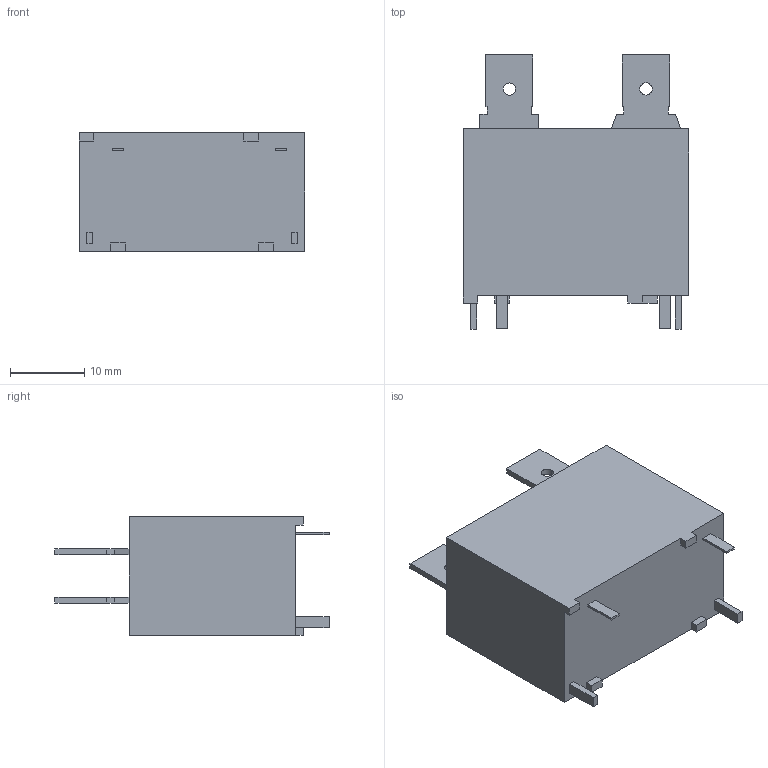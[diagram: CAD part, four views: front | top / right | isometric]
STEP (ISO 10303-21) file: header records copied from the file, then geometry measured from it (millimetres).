
FILE_DESCRIPTION (( 'STEP AP214' ), '1' );
FILE_NAME ('G4A-1A-E DC24.STEP', '2023-02-28T20:33:47', ( '' ), ( '' ), 'SwSTEP 2.0', 'SolidWorks 2021', '' );
FILE_SCHEMA (( 'AUTOMOTIVE_DESIGN' ));
Length unit declared in the file: millimetre
Products named in the file (1): G4A-1A-E DC24
Bounding box: 30.5 x 37 x 16 mm (x, y, z)
Volume: 11105.2 mm3; surface area: 3502.9 mm2
Topology: 7 solids, 7 shells, 81 faces, 201 edges, 134 vertices
Faces by surface type: plane 77, cylinder 4
Entity records: 2459 total; most frequent: CARTESIAN_POINT 417, ORIENTED_EDGE 402, DIRECTION 373, EDGE_CURVE 201, VECTOR 193, LINE 193, VERTEX_POINT 134, AXIS2_PLACEMENT_3D 90
